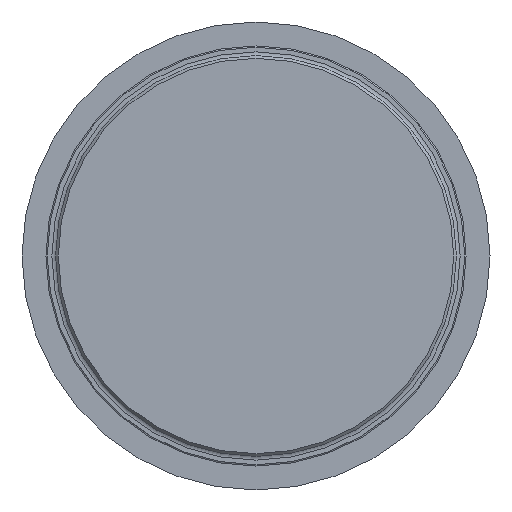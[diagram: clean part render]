
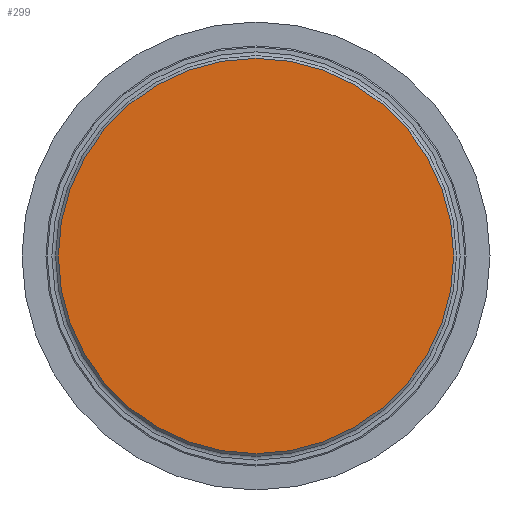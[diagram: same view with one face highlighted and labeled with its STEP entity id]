
A CAD part, left-side view. The second image highlights one B-rep face of the part: STEP entity #299.
In plain terms, the highlighted planar face has unit normal (-1, 0, 0).
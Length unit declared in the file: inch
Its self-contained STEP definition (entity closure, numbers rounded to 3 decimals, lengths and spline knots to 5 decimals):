
#56=FACE_OUTER_BOUND('',#73,.T.);
#73=EDGE_LOOP('',(#279,#280));
#110=CIRCLE('',#369,2.1645);
#111=CIRCLE('',#370,2.1645);
#144=VERTEX_POINT('',#575);
#145=VERTEX_POINT('',#577);
#188=EDGE_CURVE('',#145,#144,#110,.T.);
#189=EDGE_CURVE('',#144,#145,#111,.T.);
#279=ORIENTED_EDGE('',*,*,#188,.T.);
#280=ORIENTED_EDGE('',*,*,#189,.T.);
#284=PLANE('',#372);
#299=ADVANCED_FACE('',(#56),#284,.T.);
#369=AXIS2_PLACEMENT_3D('',#578,#479,#480);
#370=AXIS2_PLACEMENT_3D('',#579,#481,#482);
#372=AXIS2_PLACEMENT_3D('',#582,#486,#487);
#479=DIRECTION('center_axis',(-1.,0.,0.));
#480=DIRECTION('ref_axis',(0.,0.,1.));
#481=DIRECTION('center_axis',(-1.,0.,0.));
#482=DIRECTION('ref_axis',(0.,0.,1.));
#486=DIRECTION('center_axis',(-1.,0.,0.));
#487=DIRECTION('ref_axis',(0.,0.,1.));
#575=CARTESIAN_POINT('',(0.18217,-1.87413,0.));
#577=CARTESIAN_POINT('',(0.18217,2.45487,0.));
#578=CARTESIAN_POINT('Origin',(0.18217,0.29037,0.));
#579=CARTESIAN_POINT('Origin',(0.18217,0.29037,0.));
#582=CARTESIAN_POINT('Origin',(0.18217,2.12237,0.));
